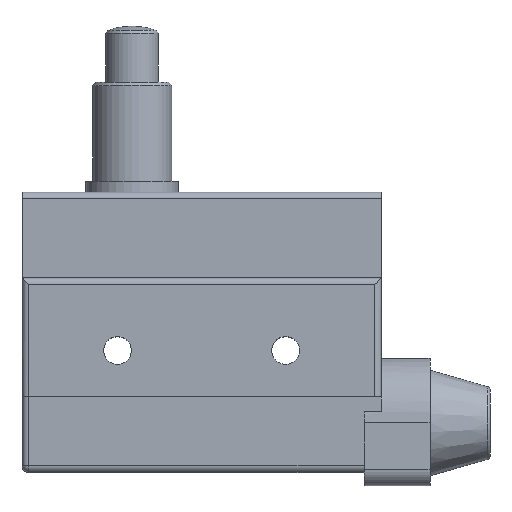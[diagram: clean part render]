
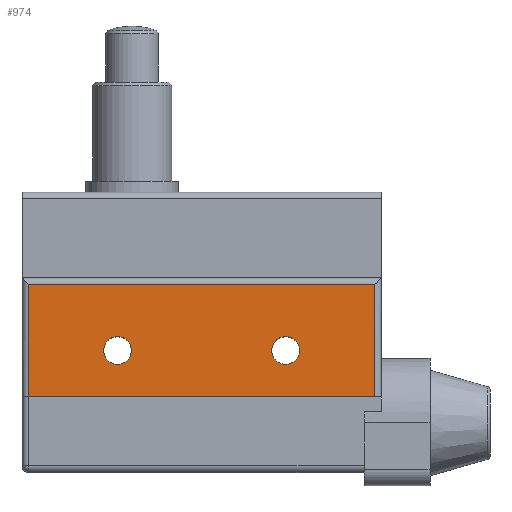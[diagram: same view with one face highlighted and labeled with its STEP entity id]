
A CAD part, top view. The second image highlights one B-rep face of the part: STEP entity #974.
In plain terms, the highlighted planar face has unit normal (0, 0, 1).
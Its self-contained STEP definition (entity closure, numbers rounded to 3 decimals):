
#45=CARTESIAN_POINT('',(-12.75,0.,11.));
#46=DIRECTION('',(0.,0.,-1.));
#47=DIRECTION('',(1.,0.,0.));
#48=AXIS2_PLACEMENT_3D('',#45,#46,#47);
#50=CARTESIAN_POINT('',(-12.75,0.,11.));
#51=DIRECTION('',(0.,0.,-1.));
#52=DIRECTION('',(-1.,0.,0.));
#53=AXIS2_PLACEMENT_3D('',#50,#51,#52);
#55=CARTESIAN_POINT('',(12.75,0.,11.));
#56=DIRECTION('',(0.,0.,-1.));
#57=DIRECTION('',(1.,0.,0.));
#58=AXIS2_PLACEMENT_3D('',#55,#56,#57);
#60=CARTESIAN_POINT('',(12.75,0.,11.));
#61=DIRECTION('',(0.,0.,-1.));
#62=DIRECTION('',(-1.,0.,0.));
#63=AXIS2_PLACEMENT_3D('',#60,#61,#62);
#65=DIRECTION('',(0.,1.,0.));
#66=VECTOR('',#65,17.);
#67=CARTESIAN_POINT('',(26.25,-7.,11.));
#68=LINE('',#67,#66);
#69=DIRECTION('',(1.,0.,0.));
#70=VECTOR('',#69,52.5);
#71=CARTESIAN_POINT('',(-26.25,-7.,11.));
#72=LINE('',#71,#70);
#73=DIRECTION('',(0.,-1.,0.));
#74=VECTOR('',#73,17.);
#75=CARTESIAN_POINT('',(-26.25,10.,11.));
#76=LINE('',#75,#74);
#77=DIRECTION('',(-1.,0.,0.));
#78=VECTOR('',#77,52.5);
#79=CARTESIAN_POINT('',(26.25,10.,11.));
#80=LINE('',#79,#78);
#711=CARTESIAN_POINT('',(-10.645,0.,11.));
#712=CARTESIAN_POINT('',(-14.855,0.,11.));
#713=VERTEX_POINT('',#711);
#714=VERTEX_POINT('',#712);
#715=CARTESIAN_POINT('',(14.855,0.,11.));
#716=CARTESIAN_POINT('',(10.645,0.,11.));
#717=VERTEX_POINT('',#715);
#718=VERTEX_POINT('',#716);
#728=CARTESIAN_POINT('',(26.25,-7.,11.));
#730=VERTEX_POINT('',#728);
#731=CARTESIAN_POINT('',(26.25,10.,11.));
#732=VERTEX_POINT('',#731);
#735=CARTESIAN_POINT('',(-26.25,10.,11.));
#736=VERTEX_POINT('',#735);
#739=CARTESIAN_POINT('',(-26.25,-7.,11.));
#741=VERTEX_POINT('',#739);
#949=CARTESIAN_POINT('',(0.,0.,11.));
#950=DIRECTION('',(0.,0.,1.));
#951=DIRECTION('',(1.,0.,0.));
#952=AXIS2_PLACEMENT_3D('',#949,#950,#951);
#953=PLANE('',#952);
#955=ORIENTED_EDGE('',*,*,#954,.F.);
#957=ORIENTED_EDGE('',*,*,#956,.F.);
#959=ORIENTED_EDGE('',*,*,#958,.F.);
#961=ORIENTED_EDGE('',*,*,#960,.F.);
#962=EDGE_LOOP('',(#955,#957,#959,#961));
#963=FACE_OUTER_BOUND('',#962,.F.);
#965=ORIENTED_EDGE('',*,*,#964,.F.);
#967=ORIENTED_EDGE('',*,*,#966,.F.);
#968=EDGE_LOOP('',(#965,#967));
#969=FACE_BOUND('',#968,.F.);
#970=ORIENTED_EDGE('',*,*,#929,.F.);
#971=ORIENTED_EDGE('',*,*,#943,.F.);
#972=EDGE_LOOP('',(#970,#971));
#973=FACE_BOUND('',#972,.F.);
#49=CIRCLE('',#48,2.105);
#54=CIRCLE('',#53,2.105);
#59=CIRCLE('',#58,2.105);
#64=CIRCLE('',#63,2.105);
#929=EDGE_CURVE('',#713,#714,#49,.T.);
#943=EDGE_CURVE('',#714,#713,#54,.T.);
#954=EDGE_CURVE('',#730,#732,#68,.T.);
#956=EDGE_CURVE('',#741,#730,#72,.T.);
#958=EDGE_CURVE('',#736,#741,#76,.T.);
#960=EDGE_CURVE('',#732,#736,#80,.T.);
#964=EDGE_CURVE('',#717,#718,#59,.T.);
#966=EDGE_CURVE('',#718,#717,#64,.T.);
#974=ADVANCED_FACE('',(#963,#969,#973),#953,.T.);
